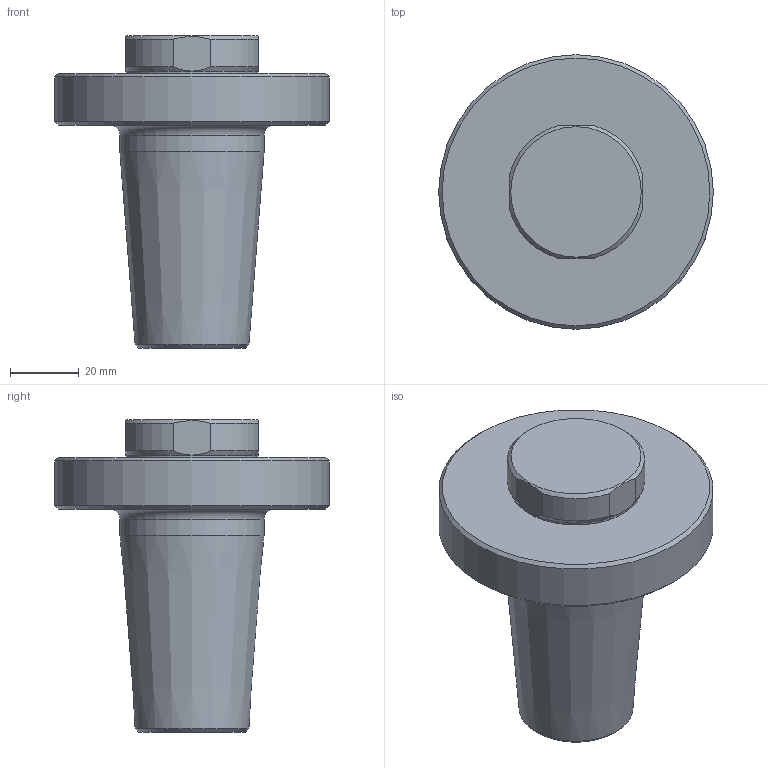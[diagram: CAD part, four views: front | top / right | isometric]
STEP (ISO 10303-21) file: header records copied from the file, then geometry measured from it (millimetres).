
FILE_DESCRIPTION(/* description */ (''),/* implementation_level */ '2;1');
FILE_NAME(/* name */ 'SAH-2341020251.stp',/* time_stamp */ '2018-03-16T14:53:47+05:00',/* author */ (''),/* organization */ (''),/* preprocessor_version */ 'ST-DEVELOPER v16',/* originating_system */ 'SIEMENS PLM Software NX 11.0',/* authorisation */ '');
FILE_SCHEMA (('AUTOMOTIVE_DESIGN { 1 0 10303 214 3 1 1 1 }'));
Length unit declared in the file: millimetre
Products named in the file (1): SAH-2341020251
Bounding box: 80 x 80 x 91 mm (x, y, z)
Volume: 146602.6 mm3; surface area: 27585.6 mm2
Topology: 2 solids, 2 shells, 25 faces, 52 edges, 33 vertices
Faces by surface type: plane 10, cylinder 8, cone 6, torus 1
Full cylindrical faces by diameter (mm): 20 x1, 38.4 x1, 42 x1, 80 x1
Entity records: 675 total; most frequent: CARTESIAN_POINT 137, DIRECTION 110, ORIENTED_EDGE 76, AXIS2_PLACEMENT_3D 51, EDGE_LOOP 38, EDGE_CURVE 38, VERTEX_POINT 30, FACE_BOUND 26
